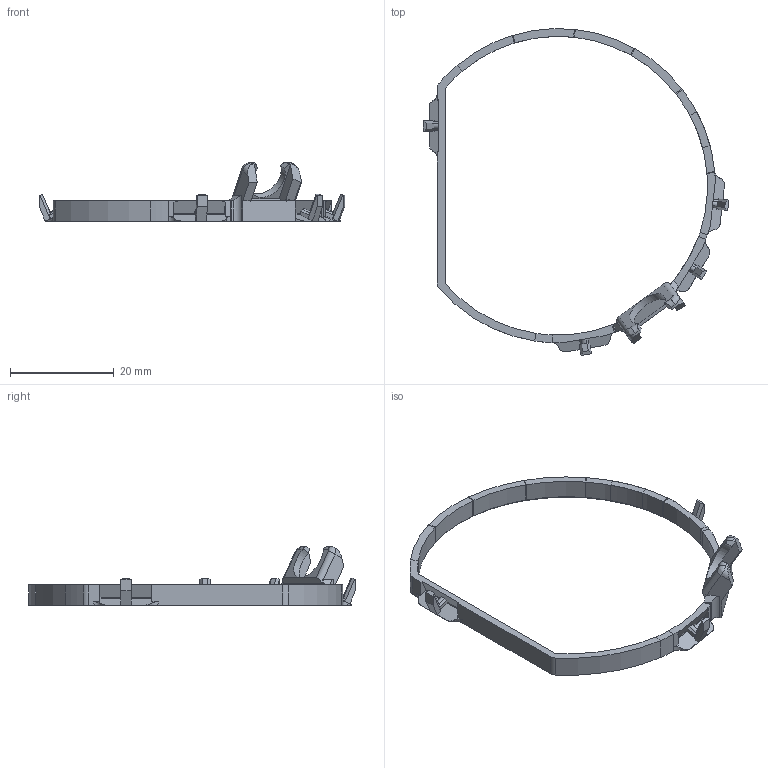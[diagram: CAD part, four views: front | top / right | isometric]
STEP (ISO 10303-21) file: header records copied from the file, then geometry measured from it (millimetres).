
FILE_DESCRIPTION(/* description */ (''),/* implementation_level */ '2;1');
FILE_NAME(/* name */ 'Index-EyetrackVRv4 v13.step',/* time_stamp */ '2023-10-19T17:04:35-04:00',/* author */ (''),/* organization */ (''),/* preprocessor_version */ 'ST-DEVELOPER v20',/* originating_system */ 'Autodesk Translation Framework v12.14.0.127',/* authorisation */ '');
FILE_SCHEMA (('AUTOMOTIVE_DESIGN { 1 0 10303 214 3 1 1 }'));
Length unit declared in the file: millimetre
Products named in the file (1): Index-EyetrackVRv4
Bounding box: 58.87 x 62.92 x 11.35 mm (x, y, z)
Volume: 1292.2 mm3; surface area: 2724.1 mm2
Topology: 13 solids, 13 shells, 238 faces, 618 edges, 406 vertices
Faces by surface type: plane 157, cylinder 56, cone 14, bspline 11
Entity records: 8133 total; most frequent: CARTESIAN_POINT 2256, ORIENTED_EDGE 1236, DIRECTION 1172, EDGE_CURVE 618, LINE 436, VECTOR 436, VERTEX_POINT 406, AXIS2_PLACEMENT_3D 368
